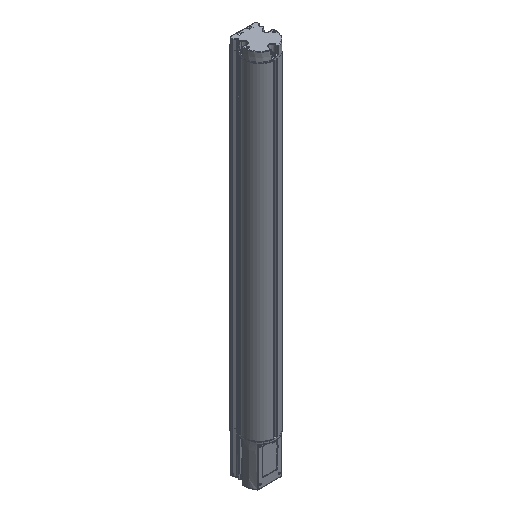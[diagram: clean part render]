
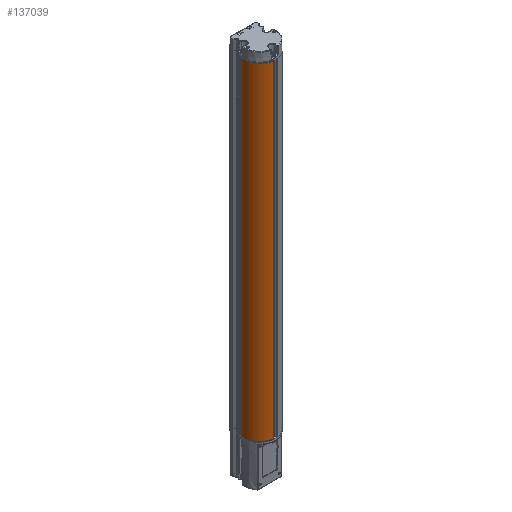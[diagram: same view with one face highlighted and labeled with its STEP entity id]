
A CAD part, isometric view. The second image highlights one B-rep face of the part: STEP entity #137039.
In plain terms, the highlighted cylindrical face has radius 19 mm (diameter 38 mm), a partial arc.
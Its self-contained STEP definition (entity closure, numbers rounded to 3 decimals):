
#38386=CARTESIAN_POINT('',(0.,0.,-397.15));
#38387=DIRECTION('',(0.,0.,1.));
#38388=DIRECTION('',(-0.951,0.308,0.));
#38389=AXIS2_PLACEMENT_3D('',#38386,#38387,#38388);
#38391=DIRECTION('',(0.,0.,-1.));
#38392=VECTOR('',#38391,397.15);
#38393=CARTESIAN_POINT('',(-18.075,5.857,
0.));
#38394=LINE('',#38393,#38392);
#38395=CARTESIAN_POINT('',(0.,0.,0.));
#38396=DIRECTION('',(0.,0.,-1.));
#38397=DIRECTION('',(-0.122,-0.992,0.));
#38398=AXIS2_PLACEMENT_3D('',#38395,#38396,#38397);
#38400=DIRECTION('',(0.,0.,1.));
#38401=VECTOR('',#38400,397.15);
#38402=CARTESIAN_POINT('',(-2.323,-18.857,-397.15));
#38403=LINE('',#38402,#38401);
#107838=CARTESIAN_POINT('',(-2.323,-18.857,0.));
#107839=CARTESIAN_POINT('',(-18.075,5.857,0.));
#107840=VERTEX_POINT('',#107838);
#107841=VERTEX_POINT('',#107839);
#108403=CARTESIAN_POINT('',(-18.075,5.857,-397.15));
#108404=CARTESIAN_POINT('',(-2.323,-18.857,-397.15));
#108405=VERTEX_POINT('',#108403);
#108406=VERTEX_POINT('',#108404);
#137027=CARTESIAN_POINT('',(0.,0.,0.));
#137028=DIRECTION('',(0.,0.,1.));
#137029=DIRECTION('',(1.,0.,0.));
#137030=AXIS2_PLACEMENT_3D('',#137027,#137028,#137029);
#137031=CYLINDRICAL_SURFACE('',#137030,19.);
#137032=ORIENTED_EDGE('',*,*,#116923,.F.);
#137034=ORIENTED_EDGE('',*,*,#137033,.F.);
#137035=ORIENTED_EDGE('',*,*,#116382,.F.);
#137036=ORIENTED_EDGE('',*,*,#137019,.F.);
#137037=EDGE_LOOP('',(#137032,#137034,#137035,#137036));
#137038=FACE_OUTER_BOUND('',#137037,.F.);
#137039=ADVANCED_FACE('',(#137038),#137031,.T.);
#38390=CIRCLE('',#38389,19.);
#38399=CIRCLE('',#38398,19.);
#116382=EDGE_CURVE('',#107840,#107841,#38399,.T.);
#116923=EDGE_CURVE('',#108405,#108406,#38390,.T.);
#137019=EDGE_CURVE('',#108406,#107840,#38403,.T.);
#137033=EDGE_CURVE('',#107841,#108405,#38394,.T.);
